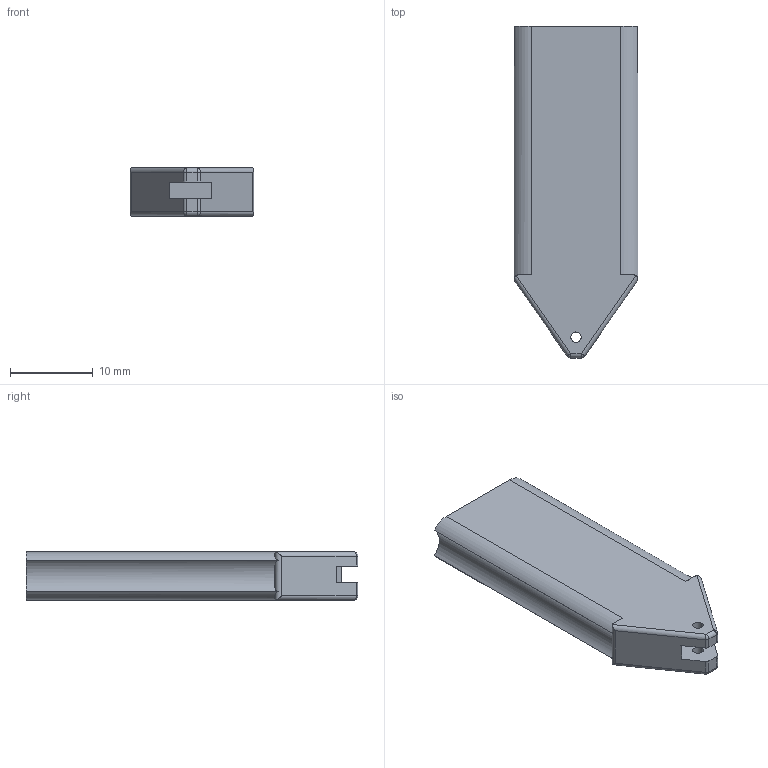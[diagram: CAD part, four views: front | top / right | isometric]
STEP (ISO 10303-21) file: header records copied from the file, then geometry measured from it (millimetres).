
FILE_DESCRIPTION (( 'STEP AP214' ), '1' );
FILE_NAME ('KiriActuator_1.STEP', '2024-08-22T15:52:25', ( '' ), ( '' ), 'SwSTEP 2.0', 'SolidWorks 2023', '' );
FILE_SCHEMA (( 'AUTOMOTIVE_DESIGN' ));
Length unit declared in the file: millimetre
Products named in the file (1): KiriActuator_1
Bounding box: 14.88 x 40 x 5.8 mm (x, y, z)
Volume: 2550.8 mm3; surface area: 1970.9 mm2
Topology: 1 solids, 1 shells, 47 faces, 124 edges, 76 vertices
Faces by surface type: cylinder 24, plane 19, sphere 4
Entity records: 1493 total; most frequent: CARTESIAN_POINT 312, DIRECTION 248, ORIENTED_EDGE 240, EDGE_CURVE 120, AXIS2_PLACEMENT_3D 92, VERTEX_POINT 76, VECTOR 64, LINE 64
